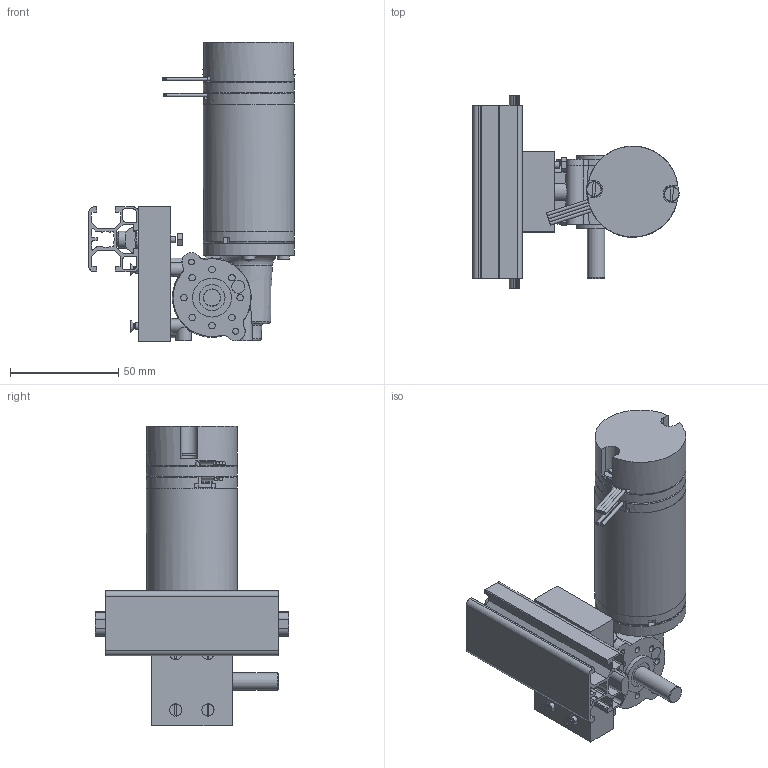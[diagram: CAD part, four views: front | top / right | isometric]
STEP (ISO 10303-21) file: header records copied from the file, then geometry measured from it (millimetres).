
FILE_DESCRIPTION(/* description */ (''),/* implementation_level */ '2;1');
FILE_NAME(/* name */ 'Dunker_Mount_V5_New v3.step',/* time_stamp */ '2023-10-27T11:46:48+02:00',/* author */ (''),/* organization */ (''),/* preprocessor_version */ 'ST-DEVELOPER v20',/* originating_system */ 'Autodesk Translation Framework v12.14.0.127',/* authorisation */ '');
FILE_SCHEMA (('AUTOMOTIVE_DESIGN { 1 0 10303 214 3 1 1 }'));
Length unit declared in the file: millimetre
Products named in the file (9): Dunker_Mount_V5_New; Dunker_1; Minitech_23x30; 2023_10_26_17_54_31_0771; 21.0043 T-SLOT BAR 30 - 90; 21.0043_1 T-SLOT BAR 30 - 90 BAR; 21.1306 M8X10 SET SCREW; Senkschraube DIN 963 A V2 A M3x25 56440.030.025(High); M3 Nut
Assembly tree (15 placements, depth 3):
  Dunker_Mount_V5_New
    Dunker_1
    Minitech_23x30
      2023_10_26_17_54_31_0771
    21.0043 T-SLOT BAR 30 - 90
      21.0043_1 T-SLOT BAR 30 - 90 BAR
      21.1306 M8X10 SET SCREW  x2
    Senkschraube DIN 963 A V2 A M3x25 56440.030.025(High)  x6
    M3 Nut  x2
Bounding box: 95.47 x 89.5 x 138.35 mm (x, y, z)
Volume: 232303.6 mm3; surface area: 69843.6 mm2
Topology: 14 solids, 40 shells, 921 faces, 2332 edges, 1538 vertices
Faces by surface type: plane 403, cylinder 324, bspline 88, cone 67, torus 39
Full cylindrical faces by diameter (mm): 1.5 x4, 1.6 x2, 2.454 x6, 2.5 x16, 2.7 x2, 2.79 x4, 3 x40, 3.75 x2, 4 x4, 4.1 x2, 4.2 x12, 5 x4, 5.5 x5, 6 x3, 7 x2, 7.1 x2, 8 x3, 9 x1, 9.8 x2, 12 x2, 18 x2, 22 x4, 24 x2, 41.998 x1, 42 x3, 42.01 x1
Entity records: 27901 total; most frequent: CARTESIAN_POINT 8493, DIRECTION 4020, ORIENTED_EDGE 3886, EDGE_CURVE 1943, AXIS2_PLACEMENT_3D 1568, VERTEX_POINT 1282, EDGE_LOOP 903, LINE 884
